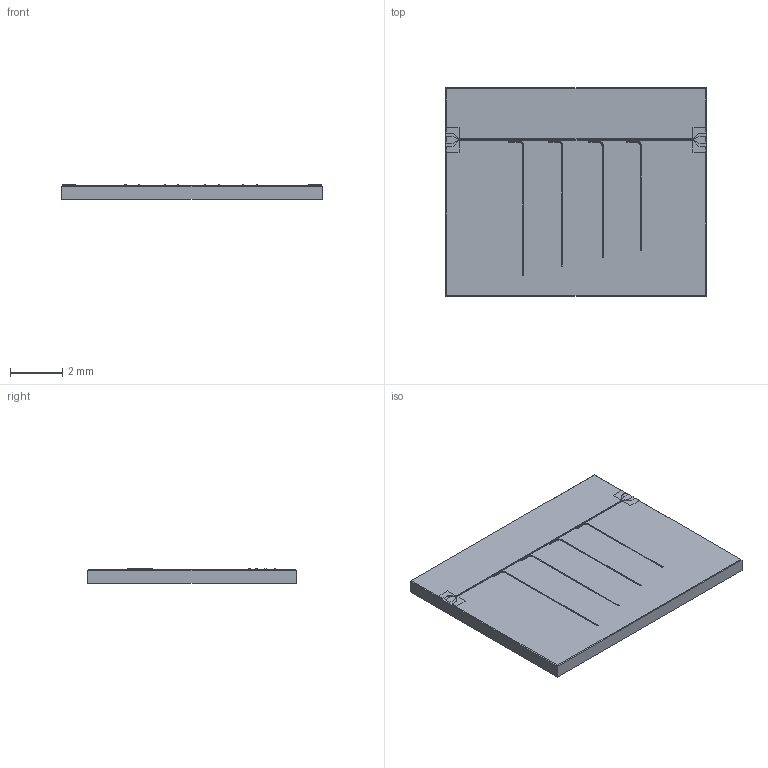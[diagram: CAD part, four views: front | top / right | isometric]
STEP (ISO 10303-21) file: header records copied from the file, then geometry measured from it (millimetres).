
FILE_DESCRIPTION(('FreeCAD Model'),'2;1');
FILE_NAME('dasda.step','2020-04-18T17:19:45',('Author'),(''), 'Open CASCADE STEP processor 7.3','FreeCAD','Unknown');
FILE_SCHEMA(('AUTOMOTIVE_DESIGN { 1 0 10303 214 1 1 1 1 }'));
Length unit declared in the file: millimetre
Products named in the file (5): Board_Geoms; Local_CS; Pcb; PCB_Sketch; topTracks
Assembly tree (4 placements, depth 2):
  Board_Geoms
    Local_CS
    Pcb
    PCB_Sketch
    topTracks
Bounding box: 10 x 8 x 0.55 mm (x, y, z)
Volume: 40 mm3; surface area: 256.5 mm2
Topology: 1 solids, 27 shells, 32 faces, 1299 edges, 1299 vertices
Faces by surface type: plane 32
Entity records: 11006 total; most frequent: CARTESIAN_POINT 2635, DIRECTION 1373, ORIENTED_EDGE 1307, LINE 1299, VECTOR 1299, EDGE_CURVE 1295, VERTEX_POINT 1291, AXIS2_PLACEMENT_3D 37
